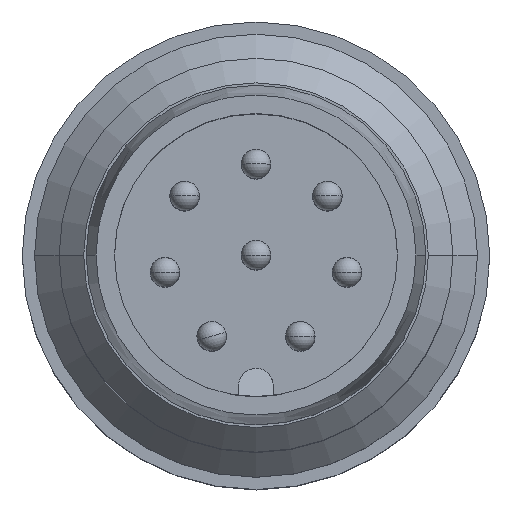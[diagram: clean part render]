
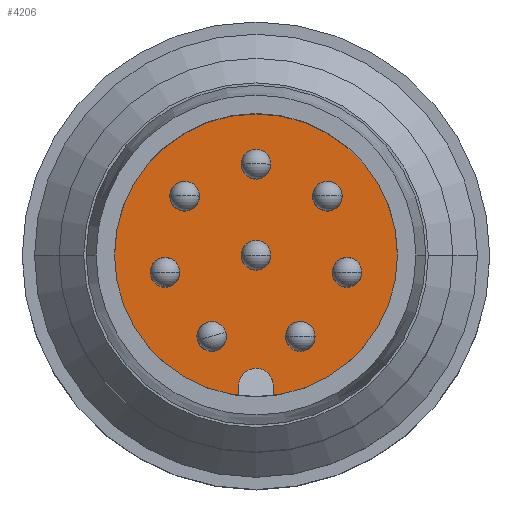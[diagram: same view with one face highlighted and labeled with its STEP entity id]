
A CAD part, top view. The second image highlights one B-rep face of the part: STEP entity #4206.
In plain terms, the highlighted planar face has unit normal (0, 0, 1).
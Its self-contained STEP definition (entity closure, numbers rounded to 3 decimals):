
#3054=LINE('',#14274,#3373);
#3056=LINE('',#14278,#3375);
#3373=VECTOR('',#11551,1.);
#3375=VECTOR('',#11555,1.);
#3954=PLANE('',#9891);
#4206=ADVANCED_FACE('',(#4738,#4739,#4740,#4741,#4742,#4743,#4744,#4745,
#4746),#3954,.T.);
#4738=FACE_BOUND('',#5058,.T.);
#4739=FACE_BOUND('',#5059,.T.);
#4740=FACE_BOUND('',#5060,.T.);
#4741=FACE_BOUND('',#5061,.T.);
#4742=FACE_BOUND('',#5062,.T.);
#4743=FACE_BOUND('',#5063,.T.);
#4744=FACE_BOUND('',#5064,.T.);
#4745=FACE_BOUND('',#5065,.T.);
#4746=FACE_BOUND('',#5066,.T.);
#5058=EDGE_LOOP('',(#6275,#6276));
#5059=EDGE_LOOP('',(#6277,#6278));
#5060=EDGE_LOOP('',(#6279,#6280));
#5061=EDGE_LOOP('',(#6281,#6282));
#5062=EDGE_LOOP('',(#6283,#6284));
#5063=EDGE_LOOP('',(#6285,#6286));
#5064=EDGE_LOOP('',(#6287,#6288));
#5065=EDGE_LOOP('',(#6289,#6290));
#5066=EDGE_LOOP('',(#6291,#6292,#6293,#6294,#6295,#6296,#6297));
#6275=ORIENTED_EDGE('',*,*,#7929,.F.);
#6276=ORIENTED_EDGE('',*,*,#7932,.F.);
#6277=ORIENTED_EDGE('',*,*,#7953,.F.);
#6278=ORIENTED_EDGE('',*,*,#7956,.F.);
#6279=ORIENTED_EDGE('',*,*,#7945,.F.);
#6280=ORIENTED_EDGE('',*,*,#7948,.F.);
#6281=ORIENTED_EDGE('',*,*,#7937,.F.);
#6282=ORIENTED_EDGE('',*,*,#7940,.F.);
#6283=ORIENTED_EDGE('',*,*,#7921,.F.);
#6284=ORIENTED_EDGE('',*,*,#7924,.F.);
#6285=ORIENTED_EDGE('',*,*,#7913,.F.);
#6286=ORIENTED_EDGE('',*,*,#7916,.F.);
#6287=ORIENTED_EDGE('',*,*,#7897,.F.);
#6288=ORIENTED_EDGE('',*,*,#7900,.F.);
#6289=ORIENTED_EDGE('',*,*,#7905,.F.);
#6290=ORIENTED_EDGE('',*,*,#7908,.F.);
#6291=ORIENTED_EDGE('',*,*,#8326,.T.);
#6292=ORIENTED_EDGE('',*,*,#8327,.T.);
#6293=ORIENTED_EDGE('',*,*,#8328,.T.);
#6294=ORIENTED_EDGE('',*,*,#8317,.F.);
#6295=ORIENTED_EDGE('',*,*,#8311,.T.);
#6296=ORIENTED_EDGE('',*,*,#8307,.T.);
#6297=ORIENTED_EDGE('',*,*,#8315,.T.);
#7285=VERTEX_POINT('',#13410);
#7287=VERTEX_POINT('',#13413);
#7291=VERTEX_POINT('',#13428);
#7292=VERTEX_POINT('',#13430);
#7295=VERTEX_POINT('',#13444);
#7297=VERTEX_POINT('',#13447);
#7300=VERTEX_POINT('',#13461);
#7302=VERTEX_POINT('',#13464);
#7305=VERTEX_POINT('',#13478);
#7307=VERTEX_POINT('',#13481);
#7310=VERTEX_POINT('',#13495);
#7312=VERTEX_POINT('',#13498);
#7315=VERTEX_POINT('',#13512);
#7317=VERTEX_POINT('',#13515);
#7320=VERTEX_POINT('',#13529);
#7322=VERTEX_POINT('',#13532);
#7555=VERTEX_POINT('',#14251);
#7556=VERTEX_POINT('',#14253);
#7558=VERTEX_POINT('',#14258);
#7561=VERTEX_POINT('',#14275);
#7562=VERTEX_POINT('',#14279);
#7567=VERTEX_POINT('',#14297);
#7568=VERTEX_POINT('',#14299);
#7897=EDGE_CURVE('',#7285,#7287,#8802,.T.);
#7900=EDGE_CURVE('',#7287,#7285,#8804,.T.);
#7905=EDGE_CURVE('',#7291,#7292,#8808,.T.);
#7908=EDGE_CURVE('',#7292,#7291,#8810,.T.);
#7913=EDGE_CURVE('',#7295,#7297,#8814,.T.);
#7916=EDGE_CURVE('',#7297,#7295,#8816,.T.);
#7921=EDGE_CURVE('',#7300,#7302,#8820,.T.);
#7924=EDGE_CURVE('',#7302,#7300,#8822,.T.);
#7929=EDGE_CURVE('',#7305,#7307,#8826,.T.);
#7932=EDGE_CURVE('',#7307,#7305,#8828,.T.);
#7937=EDGE_CURVE('',#7310,#7312,#8832,.T.);
#7940=EDGE_CURVE('',#7312,#7310,#8834,.T.);
#7945=EDGE_CURVE('',#7315,#7317,#8838,.T.);
#7948=EDGE_CURVE('',#7317,#7315,#8840,.T.);
#7953=EDGE_CURVE('',#7320,#7322,#8844,.T.);
#7956=EDGE_CURVE('',#7322,#7320,#8846,.T.);
#8307=EDGE_CURVE('',#7556,#7555,#9087,.T.);
#8311=EDGE_CURVE('',#7558,#7556,#9088,.T.);
#8315=EDGE_CURVE('',#7555,#7561,#3054,.T.);
#8317=EDGE_CURVE('',#7558,#7562,#3056,.T.);
#8326=EDGE_CURVE('',#7561,#7567,#9094,.T.);
#8327=EDGE_CURVE('',#7567,#7568,#9095,.T.);
#8328=EDGE_CURVE('',#7568,#7562,#9096,.T.);
#8802=CIRCLE('',#9430,0.3);
#8804=CIRCLE('',#9433,0.3);
#8808=CIRCLE('',#9440,0.3);
#8810=CIRCLE('',#9443,0.3);
#8814=CIRCLE('',#9450,0.3);
#8816=CIRCLE('',#9453,0.3);
#8820=CIRCLE('',#9460,0.3);
#8822=CIRCLE('',#9463,0.3);
#8826=CIRCLE('',#9470,0.3);
#8828=CIRCLE('',#9473,0.3);
#8832=CIRCLE('',#9480,0.3);
#8834=CIRCLE('',#9483,0.3);
#8838=CIRCLE('',#9490,0.3);
#8840=CIRCLE('',#9493,0.3);
#8844=CIRCLE('',#9500,0.3);
#8846=CIRCLE('',#9503,0.3);
#9087=CIRCLE('',#9873,0.35);
#9088=CIRCLE('',#9875,0.35);
#9094=CIRCLE('',#9888,2.875);
#9095=CIRCLE('',#9889,2.875);
#9096=CIRCLE('',#9890,2.875);
#9430=AXIS2_PLACEMENT_3D('',#13412,#10527,#10528);
#9433=AXIS2_PLACEMENT_3D('',#13418,#10534,#10535);
#9440=AXIS2_PLACEMENT_3D('',#13429,#10549,#10550);
#9443=AXIS2_PLACEMENT_3D('',#13435,#10556,#10557);
#9450=AXIS2_PLACEMENT_3D('',#13446,#10571,#10572);
#9453=AXIS2_PLACEMENT_3D('',#13452,#10578,#10579);
#9460=AXIS2_PLACEMENT_3D('',#13463,#10593,#10594);
#9463=AXIS2_PLACEMENT_3D('',#13469,#10600,#10601);
#9470=AXIS2_PLACEMENT_3D('',#13480,#10615,#10616);
#9473=AXIS2_PLACEMENT_3D('',#13486,#10622,#10623);
#9480=AXIS2_PLACEMENT_3D('',#13497,#10637,#10638);
#9483=AXIS2_PLACEMENT_3D('',#13503,#10644,#10645);
#9490=AXIS2_PLACEMENT_3D('',#13514,#10659,#10660);
#9493=AXIS2_PLACEMENT_3D('',#13520,#10666,#10667);
#9500=AXIS2_PLACEMENT_3D('',#13531,#10681,#10682);
#9503=AXIS2_PLACEMENT_3D('',#13537,#10688,#10689);
#9873=AXIS2_PLACEMENT_3D('',#14252,#11537,#11538);
#9875=AXIS2_PLACEMENT_3D('',#14263,#11543,#11544);
#9888=AXIS2_PLACEMENT_3D('',#14296,#11577,#11578);
#9889=AXIS2_PLACEMENT_3D('',#14298,#11579,#11580);
#9890=AXIS2_PLACEMENT_3D('',#14300,#11581,#11582);
#9891=AXIS2_PLACEMENT_3D('',#14301,#11583,#11584);
#10527=DIRECTION('',(0.,0.,1.));
#10528=DIRECTION('',(1.,0.,0.));
#10534=DIRECTION('',(0.,0.,1.));
#10535=DIRECTION('',(1.,0.,0.));
#10549=DIRECTION('',(0.,0.,1.));
#10550=DIRECTION('',(1.,0.,0.));
#10556=DIRECTION('',(0.,0.,1.));
#10557=DIRECTION('',(1.,0.,0.));
#10571=DIRECTION('',(0.,0.,1.));
#10572=DIRECTION('',(1.,0.,0.));
#10578=DIRECTION('',(0.,0.,1.));
#10579=DIRECTION('',(1.,0.,0.));
#10593=DIRECTION('',(0.,0.,1.));
#10594=DIRECTION('',(1.,0.,0.));
#10600=DIRECTION('',(0.,0.,1.));
#10601=DIRECTION('',(1.,0.,0.));
#10615=DIRECTION('',(0.,0.,1.));
#10616=DIRECTION('',(1.,0.,0.));
#10622=DIRECTION('',(0.,0.,1.));
#10623=DIRECTION('',(1.,0.,0.));
#10637=DIRECTION('',(0.,0.,1.));
#10638=DIRECTION('',(1.,0.,0.));
#10644=DIRECTION('',(0.,0.,1.));
#10645=DIRECTION('',(1.,0.,0.));
#10659=DIRECTION('',(0.,0.,1.));
#10660=DIRECTION('',(1.,0.,0.));
#10666=DIRECTION('',(0.,0.,1.));
#10667=DIRECTION('',(1.,0.,0.));
#10681=DIRECTION('',(0.,0.,1.));
#10682=DIRECTION('',(1.,0.,0.));
#10688=DIRECTION('',(0.,0.,1.));
#10689=DIRECTION('',(1.,0.,0.));
#11537=DIRECTION('',(0.,0.,-1.));
#11538=DIRECTION('',(1.,0.,0.));
#11543=DIRECTION('',(0.,0.,-1.));
#11544=DIRECTION('',(1.,0.,0.));
#11551=DIRECTION('',(0.,-1.,0.));
#11555=DIRECTION('',(0.,-1.,0.));
#11577=DIRECTION('',(0.,0.,1.));
#11578=DIRECTION('',(1.,0.,0.));
#11579=DIRECTION('',(0.,0.,1.));
#11580=DIRECTION('',(1.,0.,0.));
#11581=DIRECTION('',(0.,0.,1.));
#11582=DIRECTION('',(1.,0.,0.));
#11583=DIRECTION('',(0.,0.,1.));
#11584=DIRECTION('',(1.,0.,0.));
#13410=CARTESIAN_POINT('',(1.2,-1.65,12.9));
#13412=CARTESIAN_POINT('',(0.9,-1.65,12.9));
#13413=CARTESIAN_POINT('',(0.6,-1.65,12.9));
#13418=CARTESIAN_POINT('',(0.9,-1.65,12.9));
#13428=CARTESIAN_POINT('',(-1.188,-1.733,12.9));
#13429=CARTESIAN_POINT('',(-0.9,-1.65,12.9));
#13430=CARTESIAN_POINT('',(-0.612,-1.567,12.9));
#13435=CARTESIAN_POINT('',(-0.9,-1.65,12.9));
#13444=CARTESIAN_POINT('',(-1.55,-0.35,12.9));
#13446=CARTESIAN_POINT('',(-1.85,-0.35,12.9));
#13447=CARTESIAN_POINT('',(-2.15,-0.35,12.9));
#13452=CARTESIAN_POINT('',(-1.85,-0.35,12.9));
#13461=CARTESIAN_POINT('',(2.15,-0.35,12.9));
#13463=CARTESIAN_POINT('',(1.85,-0.35,12.9));
#13464=CARTESIAN_POINT('',(1.55,-0.35,12.9));
#13469=CARTESIAN_POINT('',(1.85,-0.35,12.9));
#13478=CARTESIAN_POINT('',(0.3,0.,12.9));
#13480=CARTESIAN_POINT('',(0.,0.,12.9));
#13481=CARTESIAN_POINT('',(-0.3,0.,12.9));
#13486=CARTESIAN_POINT('',(0.,0.,12.9));
#13495=CARTESIAN_POINT('',(-1.15,1.2,12.9));
#13497=CARTESIAN_POINT('',(-1.45,1.2,12.9));
#13498=CARTESIAN_POINT('',(-1.75,1.2,12.9));
#13503=CARTESIAN_POINT('',(-1.45,1.2,12.9));
#13512=CARTESIAN_POINT('',(1.75,1.2,12.9));
#13514=CARTESIAN_POINT('',(1.45,1.2,12.9));
#13515=CARTESIAN_POINT('',(1.15,1.2,12.9));
#13520=CARTESIAN_POINT('',(1.45,1.2,12.9));
#13529=CARTESIAN_POINT('',(0.3,1.85,12.9));
#13531=CARTESIAN_POINT('',(0.,1.85,12.9));
#13532=CARTESIAN_POINT('',(-0.3,1.85,12.9));
#13537=CARTESIAN_POINT('',(0.,1.85,12.9));
#14251=CARTESIAN_POINT('',(0.35,-2.65,12.9));
#14252=CARTESIAN_POINT('',(0.,-2.65,12.9));
#14253=CARTESIAN_POINT('',(0.,-2.3,12.9));
#14258=CARTESIAN_POINT('',(-0.35,-2.65,12.9));
#14263=CARTESIAN_POINT('',(0.,-2.65,12.9));
#14274=CARTESIAN_POINT('',(0.35,0.,12.9));
#14275=CARTESIAN_POINT('',(0.35,-2.854,12.9));
#14278=CARTESIAN_POINT('',(-0.35,-2.3,12.9));
#14279=CARTESIAN_POINT('',(-0.35,-2.854,12.9));
#14296=CARTESIAN_POINT('',(0.,0.,12.9));
#14297=CARTESIAN_POINT('',(2.875,0.,12.9));
#14298=CARTESIAN_POINT('',(0.,0.,12.9));
#14299=CARTESIAN_POINT('',(-2.875,0.,12.9));
#14300=CARTESIAN_POINT('',(0.,0.,12.9));
#14301=CARTESIAN_POINT('',(0.,0.,12.9));
